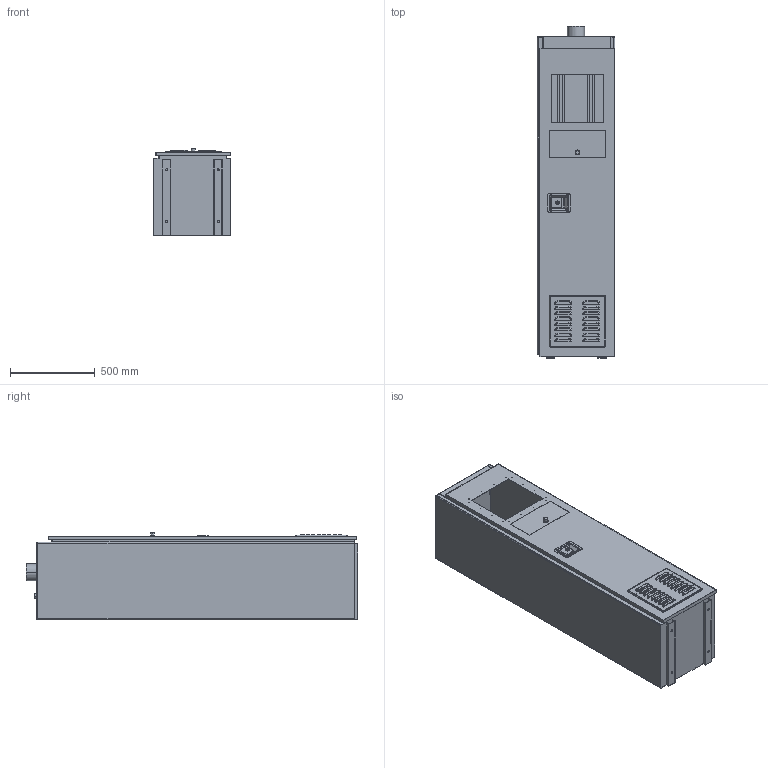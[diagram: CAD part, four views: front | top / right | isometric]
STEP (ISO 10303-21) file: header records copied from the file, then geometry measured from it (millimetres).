
FILE_DESCRIPTION((''),'2;1');
FILE_NAME('MCAB-0135-UN_ASM','2019-04-09T',('dlachman'),('MATHESON TRI-GAS'),'CREO PARAMETRIC BY PTC INC, 2018220','CREO PARAMETRIC BY PTC INC, 2018220','');
FILE_SCHEMA(('CONFIG_CONTROL_DESIGN'));
Length unit declared in the file: inch
Products named in the file (9): 1177F-FRAME-1CE; 1177F-ROOF; 1177F-COVER; 1177F-DOOR; MLAT-0020-PT1; MCAB-NPT-CPL; MCAB-ACC-LATCH; MCAB-DOOR-LOUVER; MCAB-0135-UN_ASM
Assembly tree (8 placements, depth 2):
  MCAB-0135-UN_ASM
    1177F-FRAME-1CE
    1177F-ROOF
    1177F-COVER
    1177F-DOOR
    MLAT-0020-PT1
    MCAB-NPT-CPL
    MCAB-ACC-LATCH
    MCAB-DOOR-LOUVER
Bounding box: 457.2 x 1962.15 x 516.23 mm (x, y, z)
Volume: 13360741.6 mm3; surface area: 9054284.3 mm2
Topology: 11 solids, 11 shells, 739 faces, 2027 edges, 1330 vertices
Faces by surface type: plane 328, cylinder 303, torus 72, sphere 16, cone 14, bspline 6
Entity records: 24397 total; most frequent: CARTESIAN_POINT 4460, DIRECTION 4385, ORIENTED_EDGE 4022, EDGE_CURVE 2011, AXIS2_PLACEMENT_3D 1652, VERTEX_POINT 1330, VECTOR 1081, LINE 1081
